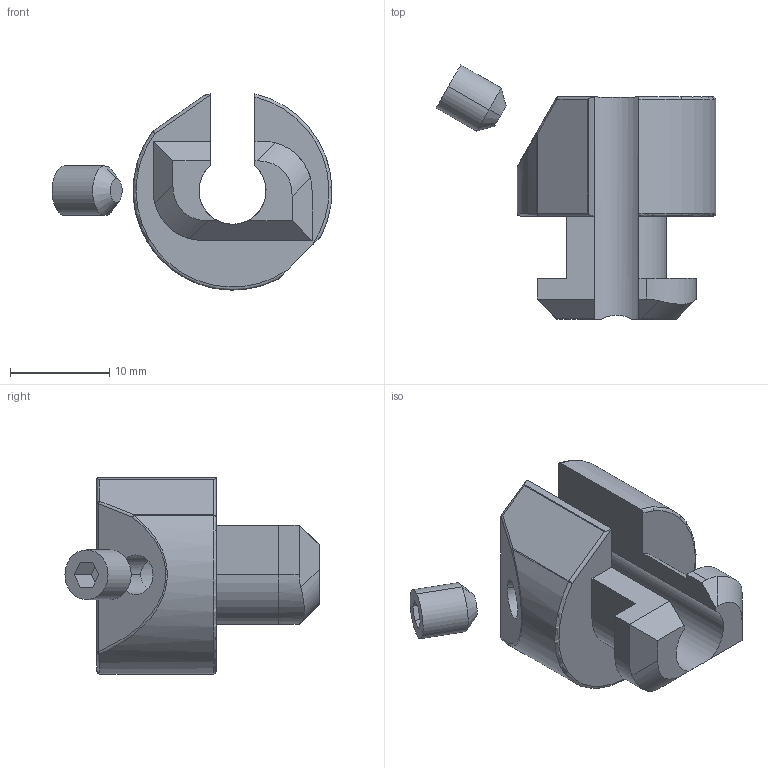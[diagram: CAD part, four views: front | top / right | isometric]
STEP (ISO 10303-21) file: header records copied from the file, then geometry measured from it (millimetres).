
FILE_DESCRIPTION (( 'STEP AP214' ), '1' );
FILE_NAME ('S59.STEP', '2021-08-12T10:28:33', ( '砐錪賧瘔蠈錪 Windows' ), ( '' ), 'SwSTEP 2.0', 'SolidWorks 2021', '' );
FILE_SCHEMA (( 'AUTOMOTIVE_DESIGN' ));
Length unit declared in the file: millimetre
Products named in the file (4): S59 Êëèïñà äëÿ ñåòêè êðóãëàÿ, 45, ïàç 10_2; S59 妈眚 篑蜞眍忸黜; S59; S59 抔鴄黟
Assembly tree (3 placements, depth 3):
  S59
    S59 Êëèïñà äëÿ ñåòêè êðóãëàÿ, 45, ïàç 10_2
      S59 抔鴄黟
      S59 妈眚 篑蜞眍忸黜
Bounding box: 28.15 x 25.57 x 19.74 mm (x, y, z)
Volume: 3452.7 mm3; surface area: 2346.2 mm2
Topology: 2 solids, 2 shells, 67 faces, 170 edges, 108 vertices
Faces by surface type: plane 32, cylinder 23, sphere 4, torus 4, bspline 2, cone 2
Entity records: 2294 total; most frequent: CARTESIAN_POINT 575, ORIENTED_EDGE 340, DIRECTION 323, EDGE_CURVE 170, AXIS2_PLACEMENT_3D 112, VERTEX_POINT 108, LINE 99, VECTOR 99
